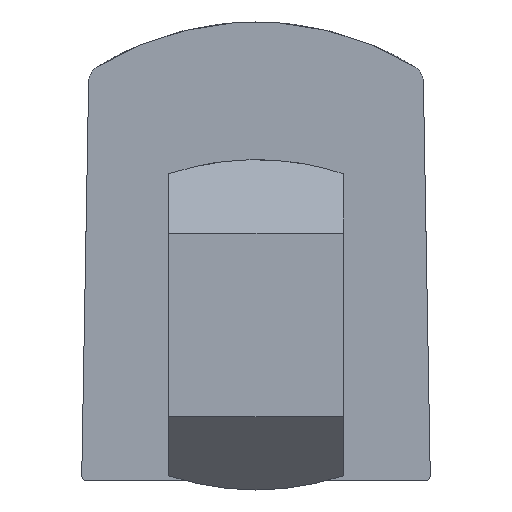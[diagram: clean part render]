
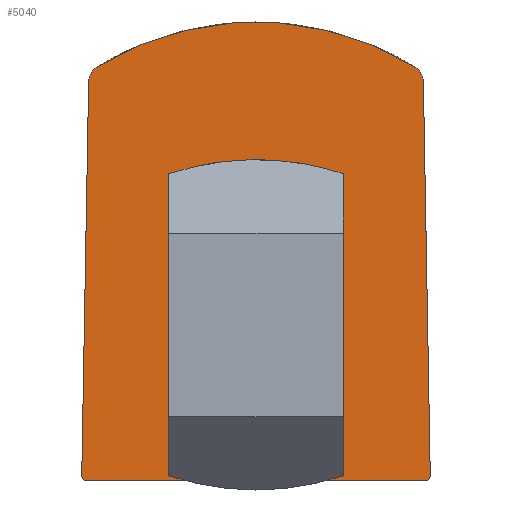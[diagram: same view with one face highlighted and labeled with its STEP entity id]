
A CAD part, front view. The second image highlights one B-rep face of the part: STEP entity #5040.
In plain terms, the highlighted planar face has unit normal (0, -1, 0).
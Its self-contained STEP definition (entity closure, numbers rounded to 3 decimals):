
#32 = VERTEX_POINT ( 'NONE', #1712 ) ;
#112 = ORIENTED_EDGE ( 'NONE', *, *, #3983, .F. ) ;
#122 = FACE_OUTER_BOUND ( 'NONE', #897, .T. ) ;
#163 = CARTESIAN_POINT ( 'NONE',  ( -4.75, 0., -2.5 ) ) ;
#238 = AXIS2_PLACEMENT_3D ( 'NONE', #1707, #5497, #2251 ) ;
#313 = DIRECTION ( 'NONE',  ( 0., 0., -1. ) ) ;
#317 = DIRECTION ( 'NONE',  ( 0., 0., -1. ) ) ;
#346 = VERTEX_POINT ( 'NONE', #1596 ) ;
#357 = CIRCLE ( 'NONE', #3860, 0.3 ) ;
#463 = ORIENTED_EDGE ( 'NONE', *, *, #4832, .F. ) ;
#605 = VERTEX_POINT ( 'NONE', #4026 ) ;
#633 = EDGE_CURVE ( 'NONE', #3261, #2976, #1078, .T. ) ;
#688 = CARTESIAN_POINT ( 'NONE',  ( -8.643, 0., 11.562 ) ) ;
#777 = VECTOR ( 'NONE', #4945, 1000. ) ;
#809 = VERTEX_POINT ( 'NONE', #2284 ) ;
#840 = ORIENTED_EDGE ( 'NONE', *, *, #6074, .F. ) ;
#897 = EDGE_LOOP ( 'NONE', ( #5200, #840, #5054, #6621, #1797, #1701, #5845, #463 ) ) ;
#963 = LINE ( 'NONE', #6032, #777 ) ;
#964 = EDGE_CURVE ( 'NONE', #5122, #3748, #6878, .T. ) ;
#1012 = CARTESIAN_POINT ( 'NONE',  ( 4.75, 0., 2.5 ) ) ;
#1078 = CIRCLE ( 'NONE', #3100, 16.542 ) ;
#1158 = ORIENTED_EDGE ( 'NONE', *, *, #6092, .F. ) ;
#1186 = CARTESIAN_POINT ( 'NONE',  ( 4.75, 0., -2.5 ) ) ;
#1200 = CARTESIAN_POINT ( 'NONE',  ( 8.121, 0., 10.71 ) ) ;
#1207 = LINE ( 'NONE', #3542, #2475 ) ;
#1370 = LINE ( 'NONE', #5487, #4071 ) ;
#1580 = CIRCLE ( 'NONE', #2308, 5. ) ;
#1596 = CARTESIAN_POINT ( 'NONE',  ( -9.495, 0., -10.695 ) ) ;
#1692 = CIRCLE ( 'NONE', #238, 1. ) ;
#1701 = ORIENTED_EDGE ( 'NONE', *, *, #6492, .F. ) ;
#1707 = CARTESIAN_POINT ( 'NONE',  ( -8.121, 0., 10.71 ) ) ;
#1712 = CARTESIAN_POINT ( 'NONE',  ( -0.25, 0., -7.5 ) ) ;
#1738 = DIRECTION ( 'NONE',  ( 0., 0., -1. ) ) ;
#1753 = VERTEX_POINT ( 'NONE', #3016 ) ;
#1797 = ORIENTED_EDGE ( 'NONE', *, *, #964, .F. ) ;
#1833 = LINE ( 'NONE', #5895, #4738 ) ;
#1941 = CIRCLE ( 'NONE', #6450, 5. ) ;
#1952 = CARTESIAN_POINT ( 'NONE',  ( 9.195, 0., -11. ) ) ;
#1998 = CARTESIAN_POINT ( 'NONE',  ( 9.121, 0., 10.727 ) ) ;
#2087 = CARTESIAN_POINT ( 'NONE',  ( 9.195, 0., -10.7 ) ) ;
#2251 = DIRECTION ( 'NONE',  ( 0., 0., -1. ) ) ;
#2269 = EDGE_CURVE ( 'NONE', #1753, #4925, #1941, .T. ) ;
#2284 = CARTESIAN_POINT ( 'NONE',  ( -4.75, 0., -7.5 ) ) ;
#2308 = AXIS2_PLACEMENT_3D ( 'NONE', #6240, #2986, #6763 ) ;
#2382 = VERTEX_POINT ( 'NONE', #1952 ) ;
#2401 = VERTEX_POINT ( 'NONE', #5219 ) ;
#2475 = VECTOR ( 'NONE', #317, 1000. ) ;
#2480 = CARTESIAN_POINT ( 'NONE',  ( -9.195, 0., -10.7 ) ) ;
#2498 = ORIENTED_EDGE ( 'NONE', *, *, #2269, .F. ) ;
#2621 = DIRECTION ( 'NONE',  ( 0., 0., 1. ) ) ;
#2653 = CIRCLE ( 'NONE', #5541, 0.3 ) ;
#2668 = DIRECTION ( 'NONE',  ( 0., 1., 0. ) ) ;
#2732 = VECTOR ( 'NONE', #2974, 1000. ) ;
#2974 = DIRECTION ( 'NONE',  ( 0.017, 0., -1. ) ) ;
#2976 = VERTEX_POINT ( 'NONE', #5671 ) ;
#2986 = DIRECTION ( 'NONE',  ( 0., -1., 0. ) ) ;
#3016 = CARTESIAN_POINT ( 'NONE',  ( 0.25, 0., 2.5 ) ) ;
#3018 = DIRECTION ( 'NONE',  ( 0., 0., 1. ) ) ;
#3040 = DIRECTION ( 'NONE',  ( 0., 0., 1. ) ) ;
#3072 = CARTESIAN_POINT ( 'NONE',  ( 9.5, 0., -11. ) ) ;
#3100 = AXIS2_PLACEMENT_3D ( 'NONE', #6793, #3563, #313 ) ;
#3202 = CARTESIAN_POINT ( 'NONE',  ( -9.495, 0., -10.695 ) ) ;
#3232 = DIRECTION ( 'NONE',  ( 0., -1., 0. ) ) ;
#3261 = VERTEX_POINT ( 'NONE', #688 ) ;
#3542 = CARTESIAN_POINT ( 'NONE',  ( -4.75, 0., -11. ) ) ;
#3563 = DIRECTION ( 'NONE',  ( 0., 1., 0. ) ) ;
#3571 = LINE ( 'NONE', #3202, #6282 ) ;
#3729 = PLANE ( 'NONE',  #5645 ) ;
#3748 = VERTEX_POINT ( 'NONE', #6014 ) ;
#3751 = AXIS2_PLACEMENT_3D ( 'NONE', #1200, #4983, #1738 ) ;
#3860 = AXIS2_PLACEMENT_3D ( 'NONE', #2087, #5872, #2621 ) ;
#3983 = EDGE_CURVE ( 'NONE', #5238, #1753, #1370, .T. ) ;
#4026 = CARTESIAN_POINT ( 'NONE',  ( -9.121, 0., 10.727 ) ) ;
#4042 = DIRECTION ( 'NONE',  ( 1., 0., 0. ) ) ;
#4071 = VECTOR ( 'NONE', #6553, 1000. ) ;
#4142 = LINE ( 'NONE', #6826, #6163 ) ;
#4323 = FACE_BOUND ( 'NONE', #5830, .T. ) ;
#4738 = VECTOR ( 'NONE', #4042, 1000. ) ;
#4832 = EDGE_CURVE ( 'NONE', #605, #3261, #1692, .T. ) ;
#4925 = VERTEX_POINT ( 'NONE', #163 ) ;
#4945 = DIRECTION ( 'NONE',  ( 1., 0., 0. ) ) ;
#4950 = EDGE_CURVE ( 'NONE', #6480, #5238, #4142, .T. ) ;
#4983 = DIRECTION ( 'NONE',  ( 0., 1., 0. ) ) ;
#5040 = ADVANCED_FACE ( 'NONE', ( #4323, #122 ), #3729, .F. ) ;
#5054 = ORIENTED_EDGE ( 'NONE', *, *, #5076, .T. ) ;
#5076 = EDGE_CURVE ( 'NONE', #2401, #2382, #1833, .T. ) ;
#5122 = VERTEX_POINT ( 'NONE', #1998 ) ;
#5200 = ORIENTED_EDGE ( 'NONE', *, *, #6300, .F. ) ;
#5219 = CARTESIAN_POINT ( 'NONE',  ( -9.195, 0., -11. ) ) ;
#5238 = VERTEX_POINT ( 'NONE', #1012 ) ;
#5360 = DIRECTION ( 'NONE',  ( 0.017, 0., 1. ) ) ;
#5487 = CARTESIAN_POINT ( 'NONE',  ( -9.5, 0., 2.5 ) ) ;
#5497 = DIRECTION ( 'NONE',  ( 0., 1., 0. ) ) ;
#5541 = AXIS2_PLACEMENT_3D ( 'NONE', #2480, #6269, #3018 ) ;
#5645 = AXIS2_PLACEMENT_3D ( 'NONE', #5922, #2668, #6459 ) ;
#5671 = CARTESIAN_POINT ( 'NONE',  ( 8.643, 0., 11.562 ) ) ;
#5691 = CIRCLE ( 'NONE', #3751, 1. ) ;
#5708 = ORIENTED_EDGE ( 'NONE', *, *, #6402, .F. ) ;
#5771 = EDGE_CURVE ( 'NONE', #32, #6480, #1580, .T. ) ;
#5830 = EDGE_LOOP ( 'NONE', ( #6714, #5708, #1158, #2498, #112, #7002 ) ) ;
#5845 = ORIENTED_EDGE ( 'NONE', *, *, #633, .F. ) ;
#5872 = DIRECTION ( 'NONE',  ( 0., 1., 0. ) ) ;
#5895 = CARTESIAN_POINT ( 'NONE',  ( -9.5, 0., -11. ) ) ;
#5922 = CARTESIAN_POINT ( 'NONE',  ( -9.5, 0., -11. ) ) ;
#5995 = EDGE_CURVE ( 'NONE', #3748, #2382, #357, .T. ) ;
#6014 = CARTESIAN_POINT ( 'NONE',  ( 9.495, 0., -10.695 ) ) ;
#6032 = CARTESIAN_POINT ( 'NONE',  ( -9.5, 0., -7.5 ) ) ;
#6074 = EDGE_CURVE ( 'NONE', #2401, #346, #2653, .T. ) ;
#6092 = EDGE_CURVE ( 'NONE', #4925, #809, #1207, .T. ) ;
#6163 = VECTOR ( 'NONE', #3040, 1000. ) ;
#6240 = CARTESIAN_POINT ( 'NONE',  ( -0.25, 0., -2.5 ) ) ;
#6269 = DIRECTION ( 'NONE',  ( 0., 1., 0. ) ) ;
#6282 = VECTOR ( 'NONE', #5360, 1000. ) ;
#6300 = EDGE_CURVE ( 'NONE', #346, #605, #3571, .T. ) ;
#6402 = EDGE_CURVE ( 'NONE', #809, #32, #963, .T. ) ;
#6450 = AXIS2_PLACEMENT_3D ( 'NONE', #6475, #3232, #7021 ) ;
#6459 = DIRECTION ( 'NONE',  ( 0., 0., 1. ) ) ;
#6475 = CARTESIAN_POINT ( 'NONE',  ( 0.25, 0., -2.5 ) ) ;
#6480 = VERTEX_POINT ( 'NONE', #1186 ) ;
#6492 = EDGE_CURVE ( 'NONE', #2976, #5122, #5691, .T. ) ;
#6553 = DIRECTION ( 'NONE',  ( -1., 0., 0. ) ) ;
#6621 = ORIENTED_EDGE ( 'NONE', *, *, #5995, .F. ) ;
#6714 = ORIENTED_EDGE ( 'NONE', *, *, #5771, .F. ) ;
#6763 = DIRECTION ( 'NONE',  ( 0., 0., 1. ) ) ;
#6793 = CARTESIAN_POINT ( 'NONE',  ( 0., 0., -2.542 ) ) ;
#6826 = CARTESIAN_POINT ( 'NONE',  ( 4.75, 0., -11. ) ) ;
#6878 = LINE ( 'NONE', #3072, #2732 ) ;
#7002 = ORIENTED_EDGE ( 'NONE', *, *, #4950, .F. ) ;
#7021 = DIRECTION ( 'NONE',  ( 0., 0., 1. ) ) ;
